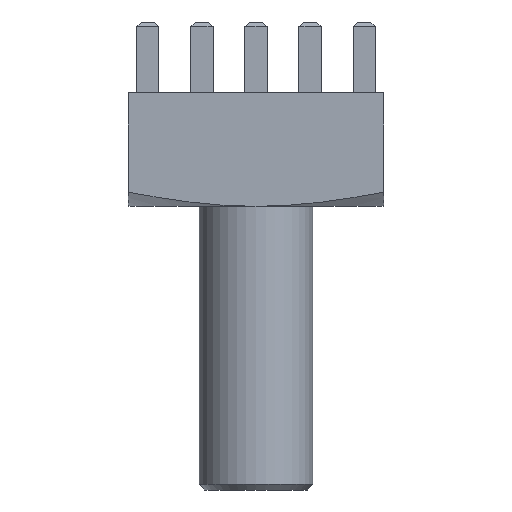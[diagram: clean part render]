
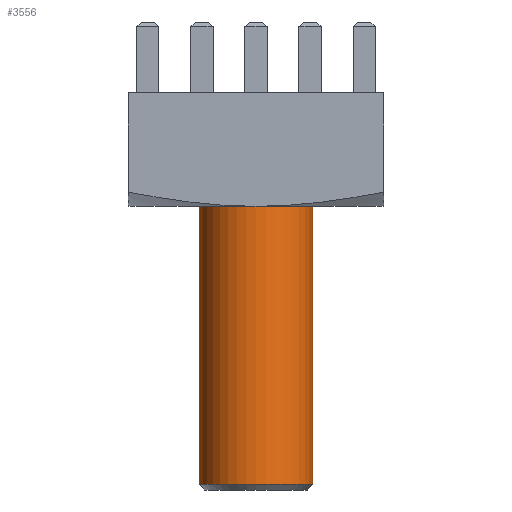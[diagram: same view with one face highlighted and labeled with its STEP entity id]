
A CAD part, front view. The second image highlights one B-rep face of the part: STEP entity #3556.
In plain terms, the highlighted cylindrical face has radius 4 mm (diameter 8 mm), a partial arc.
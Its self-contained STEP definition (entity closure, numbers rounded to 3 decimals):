
#125 = CARTESIAN_POINT ( 'NONE',  ( 0., 0., 0. ) ) ;
#126 = DIRECTION ( 'NONE',  ( 0., 0., -1. ) ) ;
#127 = DIRECTION ( 'NONE',  ( -1., 0., 0. ) ) ;
#139 = CARTESIAN_POINT ( 'NONE',  ( -4., 0., -19.6 ) ) ;
#177 = CARTESIAN_POINT ( 'NONE',  ( 4., 0., 0. ) ) ;
#181 = CARTESIAN_POINT ( 'NONE',  ( -4., 0., 0. ) ) ;
#420 = EDGE_LOOP ( 'NONE', ( #2760, #2765, #2763, #2767 ) ) ;
#734 = VECTOR ( 'NONE', #4196, 1000. ) ;
#738 = VECTOR ( 'NONE', #5404, 1000. ) ;
#1103 = EDGE_CURVE ( 'NONE', #6351, #6394, #4189, .T. ) ;
#1106 = EDGE_CURVE ( 'NONE', #4858, #6390, #5398, .T. ) ;
#1612 = DIRECTION ( 'NONE',  ( 0., 0., 1. ) ) ;
#1620 = FACE_OUTER_BOUND ( 'NONE', #420, .T. ) ;
#1621 = CARTESIAN_POINT ( 'NONE',  ( 0., 0., -20. ) ) ;
#1622 = CYLINDRICAL_SURFACE ( 'NONE', #4743, 4. ) ;
#1623 = DIRECTION ( 'NONE',  ( 1., 0., 0. ) ) ;
#1693 = CARTESIAN_POINT ( 'NONE',  ( 0., 0., -19.6 ) ) ;
#1694 = DIRECTION ( 'NONE',  ( 0., 0., 1. ) ) ;
#1695 = DIRECTION ( 'NONE',  ( -1., 0., 0. ) ) ;
#1897 = CARTESIAN_POINT ( 'NONE',  ( 4., 0., -19.6 ) ) ;
#2760 = ORIENTED_EDGE ( 'NONE', *, *, #1103, .F. ) ;
#2763 = ORIENTED_EDGE ( 'NONE', *, *, #1106, .T. ) ;
#2765 = ORIENTED_EDGE ( 'NONE', *, *, #3591, .T. ) ;
#2767 = ORIENTED_EDGE ( 'NONE', *, *, #5726, .T. ) ;
#3034 = CIRCLE ( 'NONE', #3038, 4. ) ;
#3038 = AXIS2_PLACEMENT_3D ( 'NONE', #125, #126, #127 ) ;
#3556 = ADVANCED_FACE ( 'NONE', ( #1620 ), #1622, .T. ) ;
#3591 = EDGE_CURVE ( 'NONE', #6351, #4858, #4740, .T. ) ;
#4189 = LINE ( 'NONE', #4195, #734 ) ;
#4195 = CARTESIAN_POINT ( 'NONE',  ( -4., 0., -20. ) ) ;
#4196 = DIRECTION ( 'NONE',  ( 0., 0., 1. ) ) ;
#4740 = CIRCLE ( 'NONE', #4759, 4. ) ;
#4743 = AXIS2_PLACEMENT_3D ( 'NONE', #1621, #1612, #1623 ) ;
#4759 = AXIS2_PLACEMENT_3D ( 'NONE', #1693, #1694, #1695 ) ;
#4858 = VERTEX_POINT ( 'NONE', #1897 ) ;
#5398 = LINE ( 'NONE', #5403, #738 ) ;
#5403 = CARTESIAN_POINT ( 'NONE',  ( 4., 0., -20. ) ) ;
#5404 = DIRECTION ( 'NONE',  ( 0., 0., 1. ) ) ;
#5726 = EDGE_CURVE ( 'NONE', #6390, #6394, #3034, .T. ) ;
#6351 = VERTEX_POINT ( 'NONE', #139 ) ;
#6390 = VERTEX_POINT ( 'NONE', #177 ) ;
#6394 = VERTEX_POINT ( 'NONE', #181 ) ;
